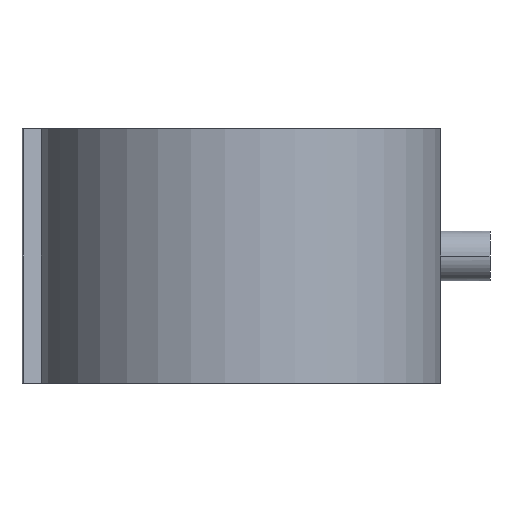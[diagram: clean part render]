
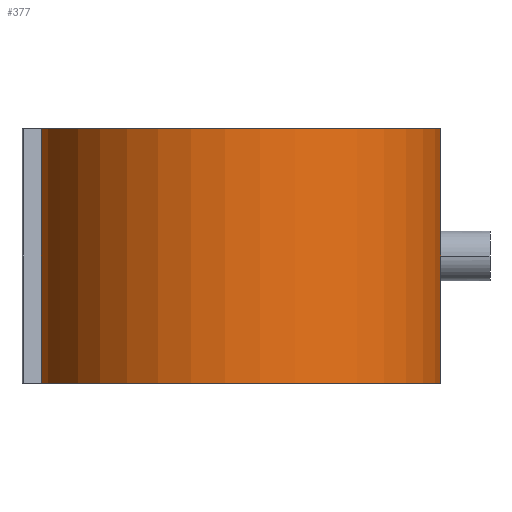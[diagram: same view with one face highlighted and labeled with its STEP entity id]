
A CAD part, front view. The second image highlights one B-rep face of the part: STEP entity #377.
In plain terms, the highlighted cylindrical face has radius 100.667 mm (diameter 201.333 mm), a partial arc.
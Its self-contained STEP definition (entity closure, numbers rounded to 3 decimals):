
#329 = VERTEX_POINT( '', #706 );
#333 = EDGE_CURVE( '', #463, #503, #712, .T. );
#359 = EDGE_CURVE( '', #435, #463, #740, .T. );
#377 = ADVANCED_FACE( '', ( #762 ), #763, .T. );
#405 = EDGE_CURVE( '', #503, #329, #794, .T. );
#435 = VERTEX_POINT( '', #828 );
#463 = VERTEX_POINT( '', #857 );
#495 = EDGE_CURVE( '', #435, #329, #894, .T. );
#503 = VERTEX_POINT( '', #902 );
#706 = CARTESIAN_POINT( '', ( 100.208, 9.6, 64. ) );
#712 = CIRCLE( '', #1248, 100.667 );
#740 = LINE( '', #1291, #1292 );
#762 = FACE_OUTER_BOUND( '', #1320, .T. );
#763 = CYLINDRICAL_SURFACE( '', #1321, 100.667 );
#794 = LINE( '', #1374, #1375 );
#828 = CARTESIAN_POINT( '', ( -100.208, -9.6, 64. ) );
#857 = CARTESIAN_POINT( '', ( -100.208, -9.6, -64. ) );
#894 = CIRCLE( '', #1626, 100.667 );
#902 = CARTESIAN_POINT( '', ( 100.208, 9.6, -64. ) );
#1248 = AXIS2_PLACEMENT_3D( '', #1968, #1969, #1970 );
#1291 = CARTESIAN_POINT( '', ( -100.208, -9.6, 64. ) );
#1292 = VECTOR( '', #1997, 1. );
#1320 = EDGE_LOOP( '', ( #2041, #2042, #2043, #2044 ) );
#1321 = AXIS2_PLACEMENT_3D( '', #2045, #2046, #2047 );
#1374 = CARTESIAN_POINT( '', ( 100.208, 9.6, 64. ) );
#1375 = VECTOR( '', #2072, 1. );
#1626 = AXIS2_PLACEMENT_3D( '', #2189, #2190, #2191 );
#1968 = CARTESIAN_POINT( '', ( 0., 0., -64. ) );
#1969 = DIRECTION( '', ( 0., 0., 1. ) );
#1970 = DIRECTION( '', ( -0.995, -0.095, 0. ) );
#1997 = DIRECTION( '', ( 0., 0., -1. ) );
#2041 = ORIENTED_EDGE( '', *, *, #405, .T. );
#2042 = ORIENTED_EDGE( '', *, *, #495, .F. );
#2043 = ORIENTED_EDGE( '', *, *, #359, .T. );
#2044 = ORIENTED_EDGE( '', *, *, #333, .T. );
#2045 = CARTESIAN_POINT( '', ( 0., 0., 64. ) );
#2046 = DIRECTION( '', ( 0., 0., 1. ) );
#2047 = DIRECTION( '', ( -0.995, -0.095, 0. ) );
#2072 = DIRECTION( '', ( 0., 0., 1. ) );
#2189 = CARTESIAN_POINT( '', ( 0., 0., 64. ) );
#2190 = DIRECTION( '', ( 0., 0., 1. ) );
#2191 = DIRECTION( '', ( -0.995, -0.095, 0. ) );
